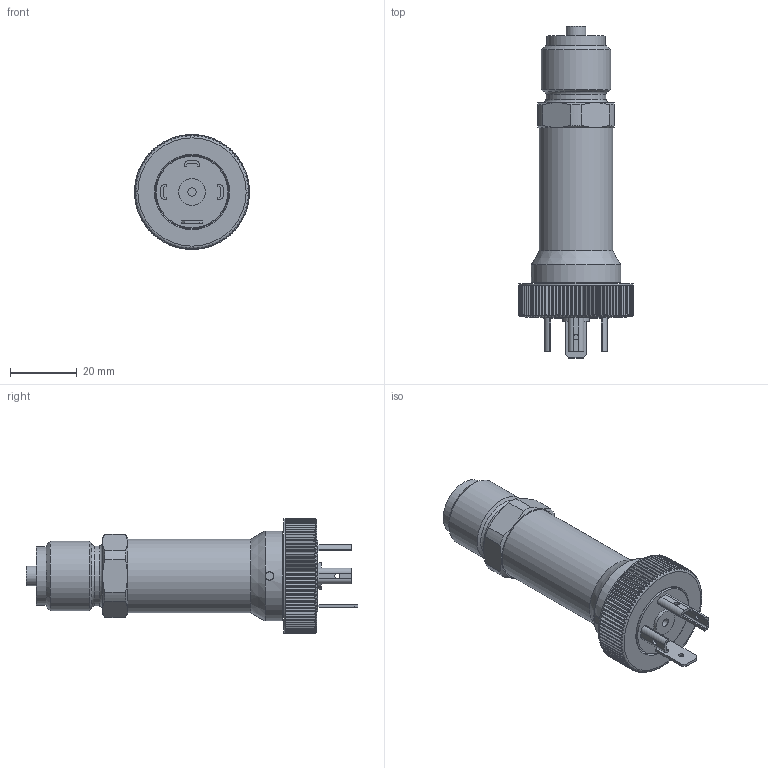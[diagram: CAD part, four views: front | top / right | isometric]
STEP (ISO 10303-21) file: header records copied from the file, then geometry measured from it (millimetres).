
FILE_DESCRIPTION( ( 'Druckaufnehmer G1" cone als STP an ' ), '1' );
FILE_NAME( 'PBMx_xxxxxxxx4403xxx.stp', '8.4.2011', ( 'Daniel Bosshard' ), ( 'Baumer electric AG, Process Instrumentation, CH8501 Frauenfeld' ), 'PSStep 14.0', 'Solid Edge ST3', ' ' );
FILE_SCHEMA( ( 'AUTOMOTIVE_DESIGN { 1 0 10303 214 1 1 1 1 }' ) );
Length unit declared in the file: millimetre
Products named in the file (1): 11042293
Bounding box: 34.5 x 99.65 x 34.5 mm (x, y, z)
Volume: 38465.3 mm3; surface area: 9705.6 mm2
Topology: 1 solids, 1 shells, 373 faces, 1059 edges, 704 vertices
Faces by surface type: plane 324, cylinder 38, torus 6, cone 5
Full cylindrical faces by diameter (mm): 1.6 x4, 2.459 x1, 4 x1, 6 x1, 8 x1, 17.5 x1, 18 x1, 20.955 x1, 21.5 x1, 22 x1, 22.1 x1, 22.3 x1, 25 x1, 27 x1, 34.5 x1
Entity records: 15740 total; most frequent: CARTESIAN_POINT 3336, ORIENTED_EDGE 2038, DIRECTION 1834, EDGE_CURVE 1019, VERTEX_POINT 693, AXIS2_PLACEMENT_3D 635, LINE 564, VECTOR 564
